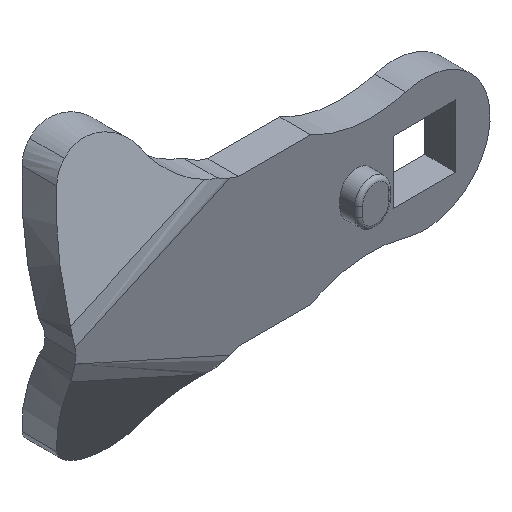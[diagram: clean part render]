
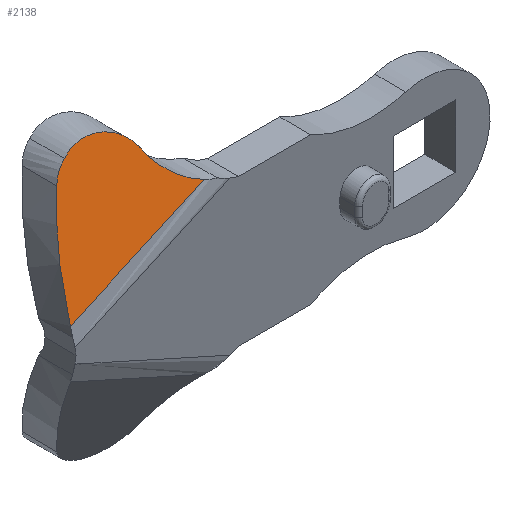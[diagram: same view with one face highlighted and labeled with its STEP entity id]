
A CAD part, isometric view. The second image highlights one B-rep face of the part: STEP entity #2138.
In plain terms, the highlighted free-form (B-spline) face has degree [1, 1] with [2, 2] control points.
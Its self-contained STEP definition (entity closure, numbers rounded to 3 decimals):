
#93=CARTESIAN_POINT('',(-27.955,-3.508,10.897));
#94=VERTEX_POINT('',#93);
#104=CARTESIAN_POINT('',(-45.243,-3.508,3.122));
#105=VERTEX_POINT('',#104);
#106=CARTESIAN_POINT('',(-45.243,-3.508,3.122));
#107=CARTESIAN_POINT('',(-27.955,-3.508,10.897));
#108=QUASI_UNIFORM_CURVE('',1,(#106,#107),.UNSPECIFIED.,.F.,.U.);
#109=EDGE_CURVE('',#105,#94,#108,.T.);
#426=CARTESIAN_POINT('',(-40.587,1.909,16.859));
#427=VERTEX_POINT('',#426);
#433=CARTESIAN_POINT('',(-33.018,-0.361,15.383));
#434=VERTEX_POINT('',#433);
#435=CARTESIAN_POINT('',(-40.587,1.909,16.859));
#436=CARTESIAN_POINT('',(-38.769,2.226,18.359));
#437=CARTESIAN_POINT('',(-36.455,1.532,17.908));
#438=CARTESIAN_POINT('',(-34.14,0.838,17.457));
#439=CARTESIAN_POINT('',(-33.018,-0.361,15.383));
#447=(BOUNDED_CURVE()B_SPLINE_CURVE(2,(#435,#436,#437,#438,#439),.UNSPECIFIED.,.F.,.U.)B_SPLINE_CURVE_WITH_KNOTS((3,2,3),(0.0,0.5,1.0),.UNSPECIFIED.)CURVE()GEOMETRIC_REPRESENTATION_ITEM()RATIONAL_B_SPLINE_CURVE((1.0,0.904,1.0,0.904,1.0))REPRESENTATION_ITEM(''));
#448=EDGE_CURVE('',#427,#434,#447,.T.);
#491=CARTESIAN_POINT('',(-42.174,1.319,14.878));
#492=VERTEX_POINT('',#491);
#498=CARTESIAN_POINT('',(-42.174,1.319,14.878));
#499=CARTESIAN_POINT('',(-41.684,1.79,16.111));
#500=CARTESIAN_POINT('',(-40.587,1.909,16.859));
#508=(BOUNDED_CURVE()B_SPLINE_CURVE(2,(#498,#499,#500),.UNSPECIFIED.,.F.,.U.)CURVE()GEOMETRIC_REPRESENTATION_ITEM()QUASI_UNIFORM_CURVE()RATIONAL_B_SPLINE_CURVE((1.0,0.956,1.0))REPRESENTATION_ITEM(''));
#509=EDGE_CURVE('',#492,#427,#508,.T.);
#542=CARTESIAN_POINT('',(-27.955,-3.508,10.897));
#543=CARTESIAN_POINT('',(-31.445,-2.238,12.058));
#544=CARTESIAN_POINT('',(-33.018,-0.361,15.383));
#552=(BOUNDED_CURVE()B_SPLINE_CURVE(2,(#542,#543,#544),.UNSPECIFIED.,.F.,.U.)CURVE()GEOMETRIC_REPRESENTATION_ITEM()QUASI_UNIFORM_CURVE()RATIONAL_B_SPLINE_CURVE((1.0,0.92,1.0))REPRESENTATION_ITEM(''));
#553=EDGE_CURVE('',#94,#434,#552,.T.);
#2114=CARTESIAN_POINT('',(-46.123,-3.68,2.359));
#2115=CARTESIAN_POINT('',(-27.457,-7.224,3.135));
#2116=CARTESIAN_POINT('',(-45.402,3.632,18.397));
#2117=CARTESIAN_POINT('',(-26.736,0.088,19.174));
#2118=B_SPLINE_SURFACE_WITH_KNOTS('',1,1,((#2114,#2116),(#2115,#2117)),.UNSPECIFIED.,.F.,.F.,.U.,(2,2),(2,2),(0.0,19.015),(0.0,17.641),.UNSPECIFIED.);
#2119=CARTESIAN_POINT('',(-45.243,-3.508,3.122));
#2120=CARTESIAN_POINT('',(-44.602,-0.799,9.233));
#2121=CARTESIAN_POINT('',(-42.174,1.319,14.878));
#2129=(BOUNDED_CURVE()B_SPLINE_CURVE(2,(#2119,#2120,#2121),.UNSPECIFIED.,.F.,.U.)CURVE()GEOMETRIC_REPRESENTATION_ITEM()QUASI_UNIFORM_CURVE()RATIONAL_B_SPLINE_CURVE((1.0,0.989,1.0))REPRESENTATION_ITEM(''));
#2130=EDGE_CURVE('',#105,#492,#2129,.T.);
#2131=ORIENTED_EDGE('',*,*,#2130,.F.);
#2132=ORIENTED_EDGE('',*,*,#109,.T.);
#2133=ORIENTED_EDGE('',*,*,#553,.T.);
#2134=ORIENTED_EDGE('',*,*,#448,.F.);
#2135=ORIENTED_EDGE('',*,*,#509,.F.);
#2136=EDGE_LOOP('',(#2131,#2132,#2133,#2134,#2135));
#2137=FACE_OUTER_BOUND('',#2136,.T.);
#2138=ADVANCED_FACE('',(#2137),#2118,.T.);
